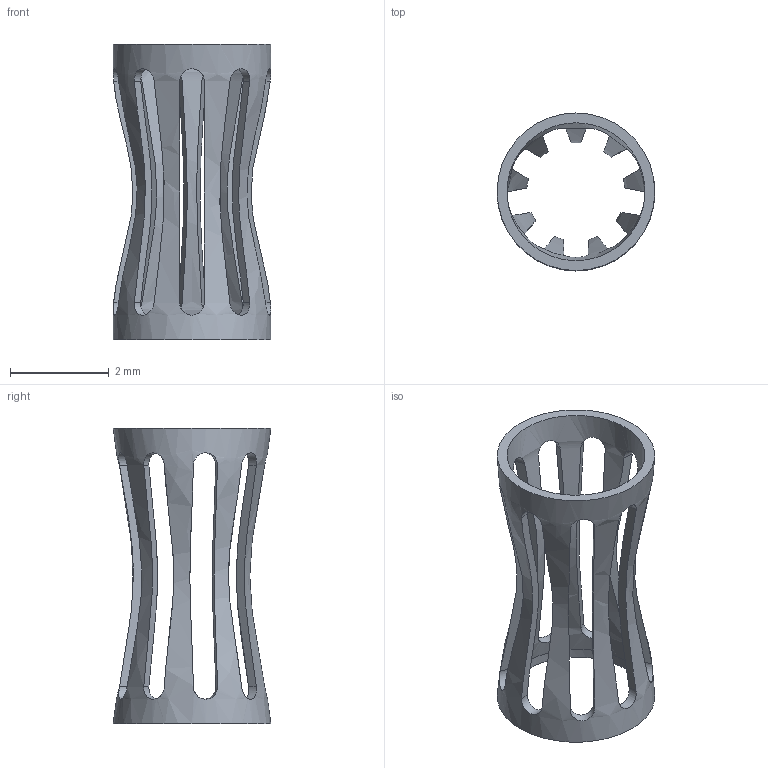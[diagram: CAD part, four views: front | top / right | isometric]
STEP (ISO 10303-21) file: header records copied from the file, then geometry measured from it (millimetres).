
FILE_DESCRIPTION(/* description */ (''),/* implementation_level */ '2;1');
FILE_NAME(/* name */ 'Crown spring connector_K12-6.step',/* time_stamp */ '2022-10-18T13:59:27+08:00',/* author */ (''),/* organization */ (''),/* preprocessor_version */ 'ST-DEVELOPER v19',/* originating_system */ 'Autodesk Translation Framework v11.7.0.108',/* authorisation */ '');
FILE_SCHEMA (('AUTOMOTIVE_DESIGN { 1 0 10303 214 3 1 1 }'));
Length unit declared in the file: millimetre
Products named in the file (1): Crown spring connector_K12-6
Bounding box: 3.2 x 3.2 x 6 mm (x, y, z)
Volume: 5.4 mm3; surface area: 77.8 mm2
Topology: 1 solids, 1 shells, 41 faces, 122 edges, 81 vertices
Faces by surface type: plane 20, cylinder 18, bspline 3
Entity records: 4382 total; most frequent: CARTESIAN_POINT 3379, ORIENTED_EDGE 244, EDGE_CURVE 122, DIRECTION 119, B_SPLINE_CURVE_WITH_KNOTS 83, VERTEX_POINT 81, EDGE_LOOP 59, FACE_OUTER_BOUND 41
